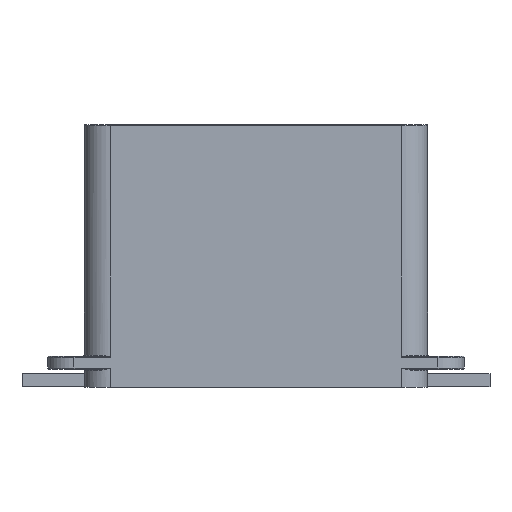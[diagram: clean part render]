
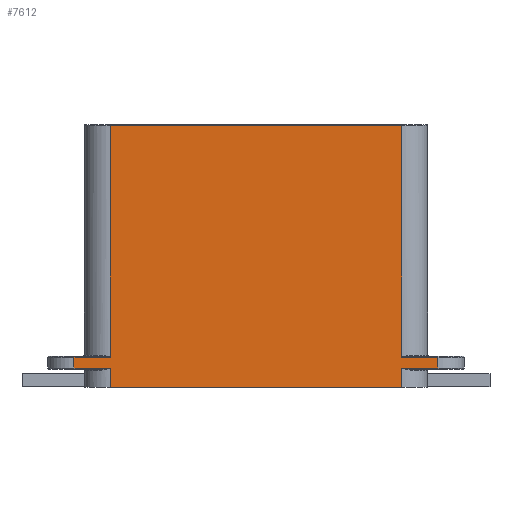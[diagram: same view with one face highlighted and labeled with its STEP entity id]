
A CAD part, left-side view. The second image highlights one B-rep face of the part: STEP entity #7612.
In plain terms, the highlighted planar face has unit normal (-1, 0, 0).
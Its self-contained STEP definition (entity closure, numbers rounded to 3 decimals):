
#1529=ORIENTED_EDGE('',*,*,#2391,.T.);
#1530=ORIENTED_EDGE('',*,*,#2593,.T.);
#1531=ORIENTED_EDGE('',*,*,#2592,.F.);
#1532=ORIENTED_EDGE('',*,*,#2594,.T.);
#1533=ORIENTED_EDGE('',*,*,#2595,.T.);
#1534=ORIENTED_EDGE('',*,*,#2596,.T.);
#1535=ORIENTED_EDGE('',*,*,#2379,.T.);
#1536=ORIENTED_EDGE('',*,*,#2597,.T.);
#1537=ORIENTED_EDGE('',*,*,#2368,.T.);
#1538=ORIENTED_EDGE('',*,*,#2366,.F.);
#1539=ORIENTED_EDGE('',*,*,#2363,.F.);
#1540=ORIENTED_EDGE('',*,*,#2598,.T.);
#2363=EDGE_CURVE('',#3009,#3010,#3561,.T.);
#2366=EDGE_CURVE('',#3010,#3011,#3563,.T.);
#2368=EDGE_CURVE('',#3012,#3011,#3564,.T.);
#2379=EDGE_CURVE('',#3022,#3023,#3569,.F.);
#2391=EDGE_CURVE('',#3033,#3032,#3574,.T.);
#2592=EDGE_CURVE('',#3172,#3170,#3757,.T.);
#2593=EDGE_CURVE('',#3032,#3170,#3758,.T.);
#2594=EDGE_CURVE('',#3172,#3173,#3759,.T.);
#2595=EDGE_CURVE('',#3173,#3174,#3760,.T.);
#2596=EDGE_CURVE('',#3174,#3022,#3761,.T.);
#2597=EDGE_CURVE('',#3023,#3012,#3762,.F.);
#2598=EDGE_CURVE('',#3009,#3033,#3763,.F.);
#3009=VERTEX_POINT('',#10657);
#3010=VERTEX_POINT('',#10659);
#3011=VERTEX_POINT('',#10664);
#3012=VERTEX_POINT('',#10668);
#3022=VERTEX_POINT('',#10694);
#3023=VERTEX_POINT('',#10695);
#3032=VERTEX_POINT('',#10717);
#3033=VERTEX_POINT('',#10719);
#3170=VERTEX_POINT('',#11125);
#3172=VERTEX_POINT('',#11129);
#3173=VERTEX_POINT('',#11134);
#3174=VERTEX_POINT('',#11136);
#3561=LINE('',#10658,#4149);
#3563=LINE('',#10663,#4151);
#3564=LINE('',#10667,#4152);
#3569=LINE('',#10693,#4157);
#3574=LINE('',#10718,#4162);
#3757=LINE('',#11130,#4345);
#3758=LINE('',#11132,#4346);
#3759=LINE('',#11133,#4347);
#3760=LINE('',#11135,#4348);
#3761=LINE('',#11137,#4349);
#3762=LINE('',#11138,#4350);
#3763=LINE('',#11139,#4351);
#4149=VECTOR('',#9051,1000.);
#4151=VECTOR('',#9057,1000.);
#4152=VECTOR('',#9062,1000.);
#4157=VECTOR('',#9081,1000.);
#4162=VECTOR('',#9104,1000.);
#4345=VECTOR('',#9441,1000.);
#4346=VECTOR('',#9444,1000.);
#4347=VECTOR('',#9445,1000.);
#4348=VECTOR('',#9446,1000.);
#4349=VECTOR('',#9447,1000.);
#4350=VECTOR('',#9448,1000.);
#4351=VECTOR('',#9449,1000.);
#4644=EDGE_LOOP('',(#1529,#1530,#1531,#1532,#1533,#1534,#1535,#1536,#1537,
#1538,#1539,#1540));
#4972=FACE_BOUND('',#4644,.T.);
#5225=PLANE('',#8050);
#7612=ADVANCED_FACE('',(#4972),#5225,.T.);
#8050=AXIS2_PLACEMENT_3D('',#11131,#9442,#9443);
#9051=DIRECTION('',(0.,0.,-1.));
#9057=DIRECTION('',(0.,1.,0.));
#9062=DIRECTION('',(0.,0.,-1.));
#9081=DIRECTION('',(0.,0.,1.));
#9104=DIRECTION('',(0.,0.,1.));
#9441=DIRECTION('',(0.,0.,-1.));
#9442=DIRECTION('',(-1.,0.,0.));
#9443=DIRECTION('',(0.,0.,1.));
#9444=DIRECTION('',(0.,1.,0.));
#9445=DIRECTION('',(0.,1.,0.));
#9446=DIRECTION('',(0.,0.,-1.));
#9447=DIRECTION('',(0.,1.,0.));
#9448=DIRECTION('',(0.,1.,0.));
#9449=DIRECTION('',(0.,1.,0.));
#10657=CARTESIAN_POINT('',(-6.5,-2.8,0.37));
#10658=CARTESIAN_POINT('',(-6.5,-2.8,5.05));
#10659=CARTESIAN_POINT('',(-6.5,-2.8,0.));
#10663=CARTESIAN_POINT('',(-6.5,2.8,0.));
#10664=CARTESIAN_POINT('',(-6.5,2.8,0.));
#10667=CARTESIAN_POINT('',(-6.5,2.8,5.05));
#10668=CARTESIAN_POINT('',(-6.5,2.8,0.37));
#10693=CARTESIAN_POINT('',(-6.5,3.5,0.25));
#10694=CARTESIAN_POINT('',(-6.5,3.5,0.58));
#10695=CARTESIAN_POINT('',(-6.5,3.5,0.37));
#10717=CARTESIAN_POINT('',(-6.5,-3.5,0.58));
#10718=CARTESIAN_POINT('',(-6.5,-3.5,0.6));
#10719=CARTESIAN_POINT('',(-6.5,-3.5,0.37));
#11125=CARTESIAN_POINT('',(-6.5,-2.8,0.58));
#11129=CARTESIAN_POINT('',(-6.5,-2.8,5.03));
#11130=CARTESIAN_POINT('',(-6.5,-2.8,5.05));
#11131=CARTESIAN_POINT('',(-6.5,2.8,5.05));
#11132=CARTESIAN_POINT('',(-6.5,-2.8,0.58));
#11133=CARTESIAN_POINT('',(-6.5,2.8,5.03));
#11134=CARTESIAN_POINT('',(-6.5,2.8,5.03));
#11135=CARTESIAN_POINT('',(-6.5,2.8,5.05));
#11136=CARTESIAN_POINT('',(-6.5,2.8,0.58));
#11137=CARTESIAN_POINT('',(-6.5,3.5,0.58));
#11138=CARTESIAN_POINT('',(-6.5,2.8,0.37));
#11139=CARTESIAN_POINT('',(-6.5,2.8,0.37));
